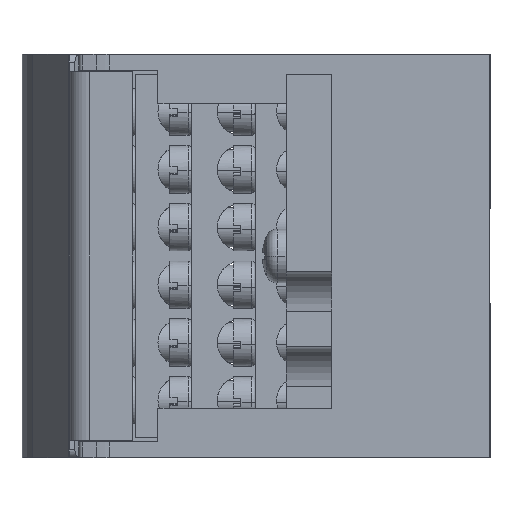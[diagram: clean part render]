
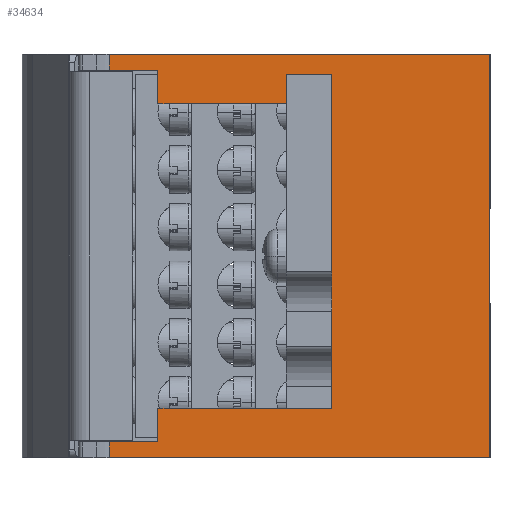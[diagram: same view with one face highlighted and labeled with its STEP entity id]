
A CAD part, left-side view. The second image highlights one B-rep face of the part: STEP entity #34634.
In plain terms, the highlighted planar face has unit normal (-1, 0, 0).
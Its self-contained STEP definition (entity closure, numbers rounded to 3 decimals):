
#1417=DIRECTION('',(0.,0.,-1.));
#1418=VECTOR('',#1417,7.75);
#1419=CARTESIAN_POINT('',(-21.,20.,-11.5));
#1420=LINE('',#1419,#1418);
#1433=DIRECTION('',(0.,0.,-1.));
#1434=VECTOR('',#1433,1.75);
#1435=CARTESIAN_POINT('',(-21.,20.,19.25));
#1436=LINE('',#1435,#1434);
#10792=DIRECTION('',(0.,0.,1.));
#10793=VECTOR('',#10792,29.);
#10794=CARTESIAN_POINT('',(-21.,20.,-11.5));
#10795=LINE('',#10794,#10793);
#10796=DIRECTION('',(0.,1.,0.));
#10797=VECTOR('',#10796,6.172);
#10798=CARTESIAN_POINT('',(-21.,42.,23.5));
#10799=LINE('',#10798,#10797);
#10800=DIRECTION('',(0.,0.,1.));
#10801=VECTOR('',#10800,2.);
#10802=CARTESIAN_POINT('',(-21.,48.172,23.5));
#10803=LINE('',#10802,#10801);
#10804=DIRECTION('',(0.,-1.,0.));
#10805=VECTOR('',#10804,48.172);
#10806=CARTESIAN_POINT('',(-21.,48.172,25.5));
#10807=LINE('',#10806,#10805);
#10808=DIRECTION('',(0.,1.,0.));
#10809=VECTOR('',#10808,48.172);
#10810=CARTESIAN_POINT('',(-21.,0.,-25.5));
#10811=LINE('',#10810,#10809);
#10812=DIRECTION('',(0.,-1.,0.));
#10813=VECTOR('',#10812,6.172);
#10814=CARTESIAN_POINT('',(-21.,48.172,-23.5));
#10815=LINE('',#10814,#10813);
#10820=DIRECTION('',(0.,-1.,0.));
#10821=VECTOR('',#10820,22.);
#10822=CARTESIAN_POINT('',(-21.,42.,19.25));
#10823=LINE('',#10822,#10821);
#10832=DIRECTION('',(0.,0.,-1.));
#10833=VECTOR('',#10832,4.25);
#10834=CARTESIAN_POINT('',(-21.,42.,23.5));
#10835=LINE('',#10834,#10833);
#12468=DIRECTION('',(0.,0.,-1.));
#12469=VECTOR('',#12468,2.);
#12470=CARTESIAN_POINT('',(-21.,48.172,-23.5));
#12471=LINE('',#12470,#12469);
#12796=DIRECTION('',(0.,0.,1.));
#12797=VECTOR('',#12796,51.);
#12798=CARTESIAN_POINT('',(-21.,0.,-25.5));
#12799=LINE('',#12798,#12797);
#13788=DIRECTION('',(0.,0.,-1.));
#13789=VECTOR('',#13788,4.25);
#13790=CARTESIAN_POINT('',(-21.,42.,-19.25));
#13791=LINE('',#13790,#13789);
#13812=DIRECTION('',(0.,1.,0.));
#13813=VECTOR('',#13812,22.);
#13814=CARTESIAN_POINT('',(-21.,20.,-19.25));
#13815=LINE('',#13814,#13813);
#15682=CARTESIAN_POINT('',(-21.,48.172,-25.5));
#15683=VERTEX_POINT('',#15682);
#15684=CARTESIAN_POINT('',(-21.,0.,-25.5));
#15685=VERTEX_POINT('',#15684);
#15752=CARTESIAN_POINT('',(-21.,48.172,23.5));
#15753=VERTEX_POINT('',#15752);
#15755=CARTESIAN_POINT('',(-21.,42.,23.5));
#15757=VERTEX_POINT('',#15755);
#15830=CARTESIAN_POINT('',(-21.,0.,25.5));
#15831=VERTEX_POINT('',#15830);
#15832=CARTESIAN_POINT('',(-21.,48.172,25.5));
#15833=VERTEX_POINT('',#15832);
#15860=CARTESIAN_POINT('',(-21.,48.172,-23.5));
#15862=VERTEX_POINT('',#15860);
#15876=CARTESIAN_POINT('',(-21.,42.,-23.5));
#15877=VERTEX_POINT('',#15876);
#15878=CARTESIAN_POINT('',(-21.,42.,-19.25));
#15879=VERTEX_POINT('',#15878);
#15880=CARTESIAN_POINT('',(-21.,20.,-19.25));
#15881=VERTEX_POINT('',#15880);
#15882=CARTESIAN_POINT('',(-21.,42.,19.25));
#15883=CARTESIAN_POINT('',(-21.,20.,19.25));
#15884=VERTEX_POINT('',#15882);
#15885=VERTEX_POINT('',#15883);
#18826=CARTESIAN_POINT('',(-21.,20.,-11.5));
#18827=CARTESIAN_POINT('',(-21.,20.,17.5));
#18828=VERTEX_POINT('',#18826);
#18829=VERTEX_POINT('',#18827);
#34602=CARTESIAN_POINT('',(-21.,24.086,0.));
#34603=DIRECTION('',(1.,0.,0.));
#34604=DIRECTION('',(0.,-1.,0.));
#34605=AXIS2_PLACEMENT_3D('',#34602,#34603,#34604);
#34606=PLANE('',#34605);
#34607=ORIENTED_EDGE('',*,*,#34527,.T.);
#34608=ORIENTED_EDGE('',*,*,#21106,.F.);
#34610=ORIENTED_EDGE('',*,*,#34609,.F.);
#34612=ORIENTED_EDGE('',*,*,#34611,.F.);
#34614=ORIENTED_EDGE('',*,*,#34613,.T.);
#34616=ORIENTED_EDGE('',*,*,#34615,.T.);
#34618=ORIENTED_EDGE('',*,*,#34617,.T.);
#34620=ORIENTED_EDGE('',*,*,#34619,.F.);
#34622=ORIENTED_EDGE('',*,*,#34621,.T.);
#34624=ORIENTED_EDGE('',*,*,#34623,.F.);
#34626=ORIENTED_EDGE('',*,*,#34625,.T.);
#34628=ORIENTED_EDGE('',*,*,#34627,.F.);
#34630=ORIENTED_EDGE('',*,*,#34629,.F.);
#34631=ORIENTED_EDGE('',*,*,#21090,.F.);
#34632=EDGE_LOOP('',(#34607,#34608,#34610,#34612,#34614,#34616,#34618,#34620,
#34622,#34624,#34626,#34628,#34630,#34631));
#34633=FACE_OUTER_BOUND('',#34632,.F.);
#21090=EDGE_CURVE('',#18828,#15881,#1420,.T.);
#21106=EDGE_CURVE('',#15885,#18829,#1436,.T.);
#34527=EDGE_CURVE('',#18828,#18829,#10795,.T.);
#34609=EDGE_CURVE('',#15884,#15885,#10823,.T.);
#34611=EDGE_CURVE('',#15757,#15884,#10835,.T.);
#34613=EDGE_CURVE('',#15757,#15753,#10799,.T.);
#34615=EDGE_CURVE('',#15753,#15833,#10803,.T.);
#34617=EDGE_CURVE('',#15833,#15831,#10807,.T.);
#34619=EDGE_CURVE('',#15685,#15831,#12799,.T.);
#34621=EDGE_CURVE('',#15685,#15683,#10811,.T.);
#34623=EDGE_CURVE('',#15862,#15683,#12471,.T.);
#34625=EDGE_CURVE('',#15862,#15877,#10815,.T.);
#34627=EDGE_CURVE('',#15879,#15877,#13791,.T.);
#34629=EDGE_CURVE('',#15881,#15879,#13815,.T.);
#34634=ADVANCED_FACE('',(#34633),#34606,.F.);
